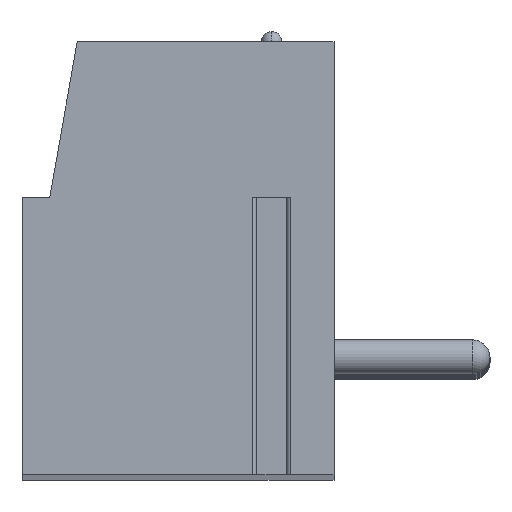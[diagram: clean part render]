
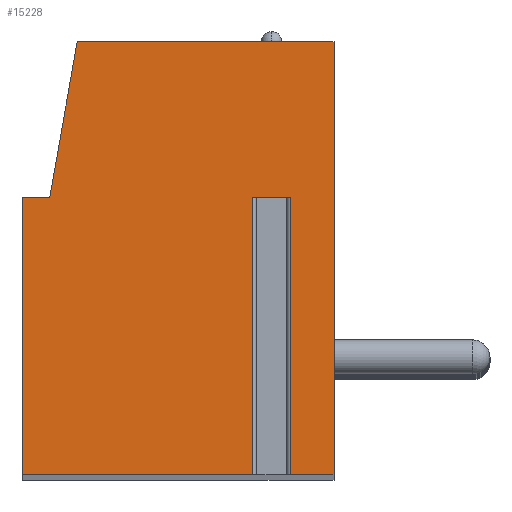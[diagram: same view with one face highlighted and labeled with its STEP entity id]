
A CAD part, top view. The second image highlights one B-rep face of the part: STEP entity #15228.
In plain terms, the highlighted planar face has unit normal (0, 0, 1).
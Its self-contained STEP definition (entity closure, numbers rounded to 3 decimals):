
#13=DIRECTION('',(-1.,0.,0.));
#14=VECTOR('',#13,1.112);
#15=CARTESIAN_POINT('',(3.256,1.75,88.9));
#16=LINE('',#15,#14);
#17=DIRECTION('',(0.,-1.,0.));
#18=VECTOR('',#17,8.);
#19=CARTESIAN_POINT('',(2.144,1.75,88.9));
#20=LINE('',#19,#18);
#21=DIRECTION('',(1.,0.,0.));
#22=VECTOR('',#21,6.644);
#23=CARTESIAN_POINT('',(-4.5,-6.25,88.9));
#24=LINE('',#23,#22);
#25=DIRECTION('',(0.,-1.,0.));
#26=VECTOR('',#25,8.);
#27=CARTESIAN_POINT('',(-4.5,1.75,88.9));
#28=LINE('',#27,#26);
#29=DIRECTION('',(-1.,0.,0.));
#30=VECTOR('',#29,0.8);
#31=CARTESIAN_POINT('',(-3.7,1.75,88.9));
#32=LINE('',#31,#30);
#33=DIRECTION('',(-0.174,-0.985,0.));
#34=VECTOR('',#33,4.569);
#35=CARTESIAN_POINT('',(-2.907,6.25,88.9));
#36=LINE('',#35,#34);
#37=DIRECTION('',(-1.,0.,0.));
#38=VECTOR('',#37,7.407);
#39=CARTESIAN_POINT('',(4.5,6.25,88.9));
#40=LINE('',#39,#38);
#41=DIRECTION('',(0.,1.,0.));
#42=VECTOR('',#41,12.5);
#43=CARTESIAN_POINT('',(4.5,-6.25,88.9));
#44=LINE('',#43,#42);
#45=DIRECTION('',(1.,0.,0.));
#46=VECTOR('',#45,1.244);
#47=CARTESIAN_POINT('',(3.256,-6.25,88.9));
#48=LINE('',#47,#46);
#49=DIRECTION('',(0.,-1.,0.));
#50=VECTOR('',#49,8.);
#51=CARTESIAN_POINT('',(3.256,1.75,88.9));
#52=LINE('',#51,#50);
#11989=CARTESIAN_POINT('',(-3.7,1.75,88.9));
#11990=CARTESIAN_POINT('',(-4.5,1.75,88.9));
#11991=VERTEX_POINT('',#11989);
#11992=VERTEX_POINT('',#11990);
#11993=CARTESIAN_POINT('',(-4.5,-6.25,88.9));
#11994=VERTEX_POINT('',#11993);
#11995=CARTESIAN_POINT('',(4.5,-6.25,88.9));
#11996=CARTESIAN_POINT('',(4.5,6.25,88.9));
#11997=VERTEX_POINT('',#11995);
#11998=VERTEX_POINT('',#11996);
#11999=CARTESIAN_POINT('',(-2.907,6.25,88.9));
#12000=VERTEX_POINT('',#11999);
#12049=CARTESIAN_POINT('',(3.256,1.75,88.9));
#12050=CARTESIAN_POINT('',(2.144,1.75,88.9));
#12051=VERTEX_POINT('',#12049);
#12052=VERTEX_POINT('',#12050);
#12053=CARTESIAN_POINT('',(2.144,-6.25,88.9));
#12054=VERTEX_POINT('',#12053);
#12055=CARTESIAN_POINT('',(3.256,-6.25,88.9));
#12056=VERTEX_POINT('',#12055);
#15201=CARTESIAN_POINT('',(0.,0.,88.9));
#15202=DIRECTION('',(0.,0.,1.));
#15203=DIRECTION('',(1.,0.,0.));
#15204=AXIS2_PLACEMENT_3D('',#15201,#15202,#15203);
#15205=PLANE('',#15204);
#15207=ORIENTED_EDGE('',*,*,#15206,.T.);
#15209=ORIENTED_EDGE('',*,*,#15208,.T.);
#15211=ORIENTED_EDGE('',*,*,#15210,.F.);
#15213=ORIENTED_EDGE('',*,*,#15212,.F.);
#15215=ORIENTED_EDGE('',*,*,#15214,.F.);
#15217=ORIENTED_EDGE('',*,*,#15216,.F.);
#15219=ORIENTED_EDGE('',*,*,#15218,.F.);
#15221=ORIENTED_EDGE('',*,*,#15220,.F.);
#15223=ORIENTED_EDGE('',*,*,#15222,.F.);
#15225=ORIENTED_EDGE('',*,*,#15224,.F.);
#15226=EDGE_LOOP('',(#15207,#15209,#15211,#15213,#15215,#15217,#15219,#15221,
#15223,#15225));
#15227=FACE_OUTER_BOUND('',#15226,.F.);
#15206=EDGE_CURVE('',#12051,#12052,#16,.T.);
#15208=EDGE_CURVE('',#12052,#12054,#20,.T.);
#15210=EDGE_CURVE('',#11994,#12054,#24,.T.);
#15212=EDGE_CURVE('',#11992,#11994,#28,.T.);
#15214=EDGE_CURVE('',#11991,#11992,#32,.T.);
#15216=EDGE_CURVE('',#12000,#11991,#36,.T.);
#15218=EDGE_CURVE('',#11998,#12000,#40,.T.);
#15220=EDGE_CURVE('',#11997,#11998,#44,.T.);
#15222=EDGE_CURVE('',#12056,#11997,#48,.T.);
#15224=EDGE_CURVE('',#12051,#12056,#52,.T.);
#15228=ADVANCED_FACE('',(#15227),#15205,.T.);
